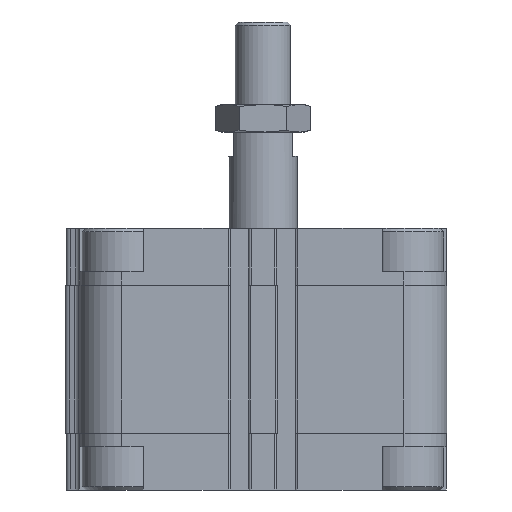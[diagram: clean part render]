
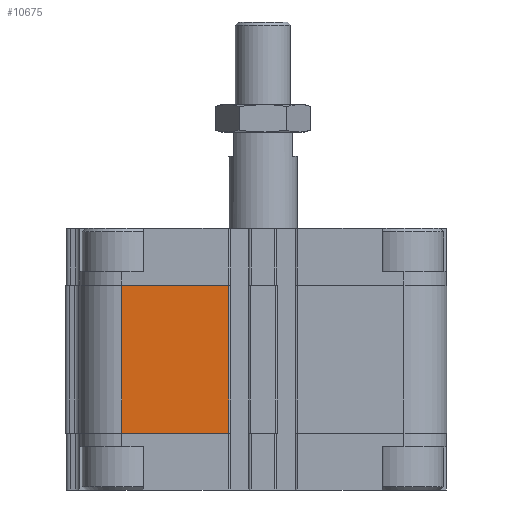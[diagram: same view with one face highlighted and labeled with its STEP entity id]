
A CAD part, left-side view. The second image highlights one B-rep face of the part: STEP entity #10675.
In plain terms, the highlighted face is planar.
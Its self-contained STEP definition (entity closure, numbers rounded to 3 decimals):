
#1971=ORIENTED_EDGE('',*,*,#4809,.F.);
#1972=ORIENTED_EDGE('',*,*,#4808,.F.);
#1973=ORIENTED_EDGE('',*,*,#4810,.T.);
#1974=ORIENTED_EDGE('',*,*,#4811,.T.);
#4808=EDGE_CURVE('',#6230,#6229,#7170,.T.);
#4809=EDGE_CURVE('',#6229,#6231,#7171,.T.);
#4810=EDGE_CURVE('',#6230,#6232,#7172,.T.);
#4811=EDGE_CURVE('',#6232,#6231,#7173,.T.);
#6229=VERTEX_POINT('',#17104);
#6230=VERTEX_POINT('',#17106);
#6231=VERTEX_POINT('',#17110);
#6232=VERTEX_POINT('',#17112);
#7170=LINE('',#17107,#8146);
#7171=LINE('',#17109,#8147);
#7172=LINE('',#17111,#8148);
#7173=LINE('',#17113,#8149);
#8146=VECTOR('',#13431,1000.);
#8147=VECTOR('',#13434,1000.);
#8148=VECTOR('',#13435,1000.);
#8149=VECTOR('',#13436,1000.);
#8776=EDGE_LOOP('',(#1971,#1972,#1973,#1974));
#9526=FACE_BOUND('',#8776,.T.);
#10202=PLANE('',#11545);
#10675=ADVANCED_FACE('',(#9526),#10202,.T.);
#11545=AXIS2_PLACEMENT_3D('',#17108,#13432,#13433);
#13431=DIRECTION('',(0.,0.,1.));
#13432=DIRECTION('',(1.,0.,0.));
#13433=DIRECTION('',(0.,0.,-1.));
#13434=DIRECTION('',(0.,1.,0.));
#13435=DIRECTION('',(0.,1.,0.));
#13436=DIRECTION('',(0.,0.,1.));
#17104=CARTESIAN_POINT('',(53.5,-41.,-16.5));
#17106=CARTESIAN_POINT('',(53.5,-41.,-59.5));
#17107=CARTESIAN_POINT('',(53.5,-41.,-59.5));
#17108=CARTESIAN_POINT('',(53.5,-41.,-59.5));
#17109=CARTESIAN_POINT('',(53.5,-41.,-16.5));
#17110=CARTESIAN_POINT('',(53.5,-9.95,-16.5));
#17111=CARTESIAN_POINT('',(53.5,-41.,-59.5));
#17112=CARTESIAN_POINT('',(53.5,-9.95,-59.5));
#17113=CARTESIAN_POINT('',(53.5,-9.95,-59.5));
